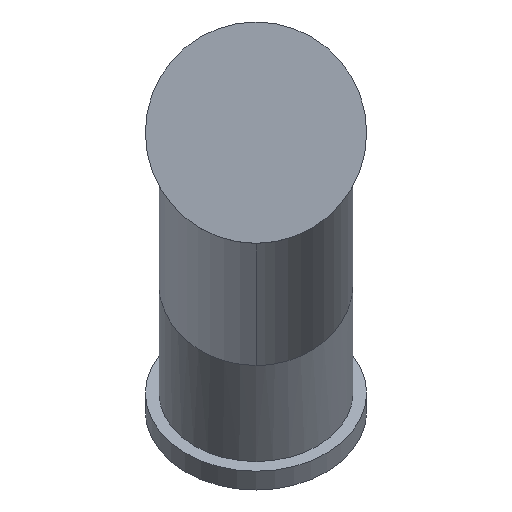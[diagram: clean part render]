
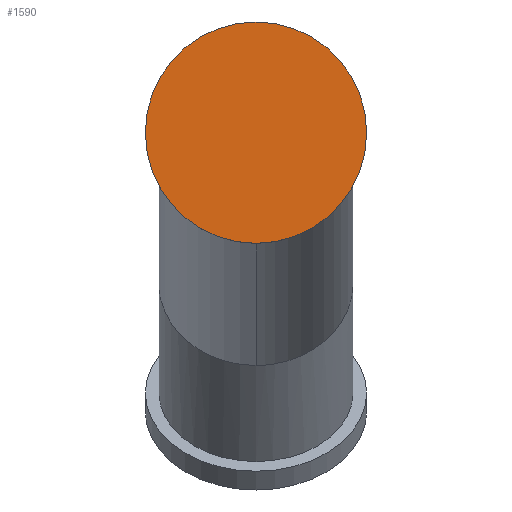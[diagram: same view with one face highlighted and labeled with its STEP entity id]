
A CAD part, top view. The second image highlights one B-rep face of the part: STEP entity #1590.
In plain terms, the highlighted planar face has unit normal (0, 0, 1).
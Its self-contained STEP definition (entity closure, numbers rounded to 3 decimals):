
#28 = DIRECTION ( 'NONE',  ( 0., 0., 1. ) ) ;
#108 = ORIENTED_EDGE ( 'NONE', *, *, #1632, .T. ) ;
#173 = DIRECTION ( 'NONE',  ( 1., 0., 0. ) ) ;
#284 = FACE_OUTER_BOUND ( 'NONE', #1142, .T. ) ;
#298 = CARTESIAN_POINT ( 'NONE',  ( 0., 0., 0. ) ) ;
#377 = DIRECTION ( 'NONE',  ( 1., 0., 0. ) ) ;
#399 = ORIENTED_EDGE ( 'NONE', *, *, #767, .T. ) ;
#463 = CARTESIAN_POINT ( 'NONE',  ( -125., 0., 0. ) ) ;
#472 = DIRECTION ( 'NONE',  ( 0., 0., 1. ) ) ;
#668 = CARTESIAN_POINT ( 'NONE',  ( 0., 0., 0. ) ) ;
#681 = VERTEX_POINT ( 'NONE', #1629 ) ;
#702 = DIRECTION ( 'NONE',  ( 0., 0., 1. ) ) ;
#767 = EDGE_CURVE ( 'Defeatured_0_0+Defeatured_0_1+Defeatured_0_1+Defeatured_0_1', #2209, #681, #2268, .T. ) ;
#900 = CARTESIAN_POINT ( 'NONE',  ( 0., 0., 0. ) ) ;
#1017 = PLANE ( 'NONE',  #1790 ) ;
#1142 = EDGE_LOOP ( 'NONE', ( #108, #399 ) ) ;
#1199 = DIRECTION ( 'NONE',  ( 1., 0., 0. ) ) ;
#1234 = AXIS2_PLACEMENT_3D ( 'NONE', #900, #28, #377 ) ;
#1495 = CIRCLE ( 'NONE', #1907, 125. ) ;
#1590 = ADVANCED_FACE ( 'Defeatured_0_0', ( #284 ), #1017, .T. ) ;
#1629 = CARTESIAN_POINT ( 'NONE',  ( 125., 0., 0. ) ) ;
#1632 = EDGE_CURVE ( 'Defeatured_0_0+Defeatured_0_1+Defeatured_0_1+Defeatured_0_1', #681, #2209, #1495, .T. ) ;
#1790 = AXIS2_PLACEMENT_3D ( 'NONE', #298, #472, #1199 ) ;
#1907 = AXIS2_PLACEMENT_3D ( 'NONE', #668, #702, #173 ) ;
#2209 = VERTEX_POINT ( 'NONE', #463 ) ;
#2268 = CIRCLE ( 'NONE', #1234, 125. ) ;
